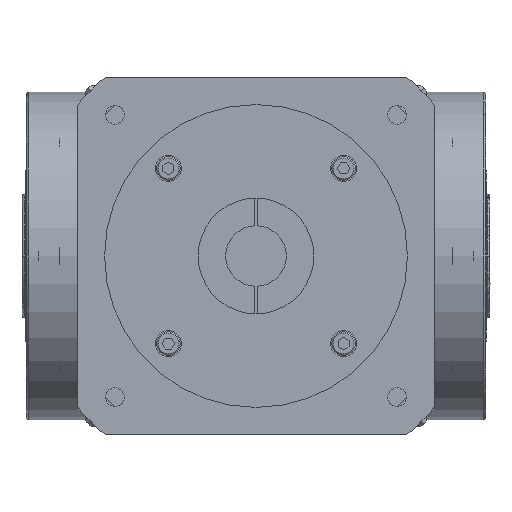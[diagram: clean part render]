
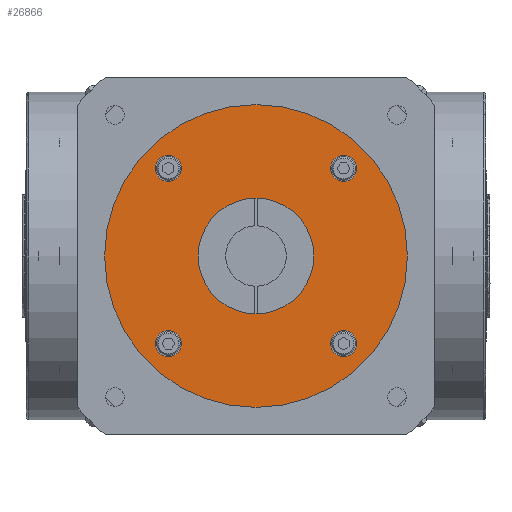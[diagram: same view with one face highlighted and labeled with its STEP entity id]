
A CAD part, front view. The second image highlights one B-rep face of the part: STEP entity #26866.
In plain terms, the highlighted planar face has unit normal (0, -1, 0).
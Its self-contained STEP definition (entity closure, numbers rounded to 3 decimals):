
#147 = DIRECTION ( 'NONE',  ( -1., 0., 0. ) ) ;
#184 = DIRECTION ( 'NONE',  ( 0., -1., 0. ) ) ;
#216 = CARTESIAN_POINT ( 'NONE',  ( -31.82, -12.5, -31.82 ) ) ;
#338 = ORIENTED_EDGE ( 'NONE', *, *, #9605, .F. ) ;
#382 = EDGE_CURVE ( 'NONE', #9476, #18440, #12920, .T. ) ;
#1129 = FACE_OUTER_BOUND ( 'NONE', #24905, .T. ) ;
#1484 = CARTESIAN_POINT ( 'NONE',  ( -31.82, -12.5, 31.82 ) ) ;
#1535 = CARTESIAN_POINT ( 'NONE',  ( 31.82, -12.5, 31.82 ) ) ;
#1884 = DIRECTION ( 'NONE',  ( 1., 0., 0. ) ) ;
#2000 = CIRCLE ( 'NONE', #20191, 4.75 ) ;
#2902 = ORIENTED_EDGE ( 'NONE', *, *, #21960, .F. ) ;
#3760 = CARTESIAN_POINT ( 'NONE',  ( 55., -12.5, 0. ) ) ;
#3892 = AXIS2_PLACEMENT_3D ( 'NONE', #10537, #27817, #13034 ) ;
#3974 = DIRECTION ( 'NONE',  ( -1., 0., 0. ) ) ;
#4026 = DIRECTION ( 'NONE',  ( -1., 0., 0. ) ) ;
#4519 = ORIENTED_EDGE ( 'NONE', *, *, #7785, .F. ) ;
#4736 = CARTESIAN_POINT ( 'NONE',  ( -36.57, -12.5, 31.82 ) ) ;
#5027 = EDGE_LOOP ( 'NONE', ( #13952, #4519 ) ) ;
#5102 = ORIENTED_EDGE ( 'NONE', *, *, #382, .T. ) ;
#5147 = CARTESIAN_POINT ( 'NONE',  ( 27.07, -12.5, 31.82 ) ) ;
#5158 = DIRECTION ( 'NONE',  ( 0., -1., 0. ) ) ;
#5376 = VERTEX_POINT ( 'NONE', #18233 ) ;
#5625 = CARTESIAN_POINT ( 'NONE',  ( -27.07, -12.5, 31.82 ) ) ;
#5693 = EDGE_CURVE ( 'NONE', #28744, #31935, #23580, .T. ) ;
#5884 = AXIS2_PLACEMENT_3D ( 'NONE', #19986, #5158, #22456 ) ;
#5889 = VERTEX_POINT ( 'NONE', #3760 ) ;
#6110 = AXIS2_PLACEMENT_3D ( 'NONE', #31469, #16688, #1884 ) ;
#6271 = CARTESIAN_POINT ( 'NONE',  ( -27.07, -12.5, -31.82 ) ) ;
#6305 = PLANE ( 'NONE',  #26201 ) ;
#6357 = EDGE_LOOP ( 'NONE', ( #27523, #29660 ) ) ;
#6453 = VERTEX_POINT ( 'NONE', #21876 ) ;
#6811 = CIRCLE ( 'NONE', #24352, 4.75 ) ;
#7329 = EDGE_CURVE ( 'NONE', #5376, #23953, #15501, .T. ) ;
#7733 = FACE_BOUND ( 'NONE', #17275, .T. ) ;
#7785 = EDGE_CURVE ( 'NONE', #23953, #5376, #12974, .T. ) ;
#8900 = CARTESIAN_POINT ( 'NONE',  ( 0., -12.5, -55. ) ) ;
#9061 = CIRCLE ( 'NONE', #31522, 55. ) ;
#9256 = EDGE_CURVE ( 'NONE', #18334, #24668, #14577, .T. ) ;
#9284 = FACE_BOUND ( 'NONE', #6357, .T. ) ;
#9476 = VERTEX_POINT ( 'NONE', #20684 ) ;
#9605 = EDGE_CURVE ( 'NONE', #21471, #6453, #2000, .T. ) ;
#9839 = AXIS2_PLACEMENT_3D ( 'NONE', #26588, #11800, #29069 ) ;
#10221 = ORIENTED_EDGE ( 'NONE', *, *, #16222, .F. ) ;
#10537 = CARTESIAN_POINT ( 'NONE',  ( 31.82, -12.5, -31.82 ) ) ;
#10685 = DIRECTION ( 'NONE',  ( 0., -1., 0. ) ) ;
#10944 = EDGE_LOOP ( 'NONE', ( #10221, #26576 ) ) ;
#11307 = CARTESIAN_POINT ( 'NONE',  ( 0., -12.5, 0. ) ) ;
#11350 = ORIENTED_EDGE ( 'NONE', *, *, #30837, .F. ) ;
#11372 = DIRECTION ( 'NONE',  ( 1., 0., 0. ) ) ;
#11800 = DIRECTION ( 'NONE',  ( 0., 1., 0. ) ) ;
#12269 = CIRCLE ( 'NONE', #3892, 4.75 ) ;
#12920 = CIRCLE ( 'NONE', #31517, 21. ) ;
#12974 = CIRCLE ( 'NONE', #20568, 4.75 ) ;
#13034 = DIRECTION ( 'NONE',  ( -1., 0., 0. ) ) ;
#13783 = DIRECTION ( 'NONE',  ( 1., 0., 0. ) ) ;
#13824 = EDGE_LOOP ( 'NONE', ( #23068, #5102 ) ) ;
#13952 = ORIENTED_EDGE ( 'NONE', *, *, #7329, .F. ) ;
#14292 = FACE_BOUND ( 'NONE', #10944, .T. ) ;
#14577 = CIRCLE ( 'NONE', #26390, 4.75 ) ;
#15185 = DIRECTION ( 'NONE',  ( -1., 0., 0. ) ) ;
#15311 = DIRECTION ( 'NONE',  ( 0., -1., 0. ) ) ;
#15356 = CARTESIAN_POINT ( 'NONE',  ( -31.82, -12.5, -31.82 ) ) ;
#15501 = CIRCLE ( 'NONE', #21796, 4.75 ) ;
#16222 = EDGE_CURVE ( 'NONE', #31935, #28744, #6811, .T. ) ;
#16476 = EDGE_CURVE ( 'NONE', #18440, #9476, #19900, .T. ) ;
#16688 = DIRECTION ( 'NONE',  ( 0., 1., 0. ) ) ;
#17185 = EDGE_CURVE ( 'NONE', #24668, #18334, #12269, .T. ) ;
#17275 = EDGE_LOOP ( 'NONE', ( #338, #11350 ) ) ;
#17781 = CARTESIAN_POINT ( 'NONE',  ( 21., -12.5, 0. ) ) ;
#18233 = CARTESIAN_POINT ( 'NONE',  ( -36.57, -12.5, -31.82 ) ) ;
#18334 = VERTEX_POINT ( 'NONE', #19944 ) ;
#18440 = VERTEX_POINT ( 'NONE', #17781 ) ;
#18800 = DIRECTION ( 'NONE',  ( 0., -1., 0. ) ) ;
#18853 = DIRECTION ( 'NONE',  ( 0., -1., 0. ) ) ;
#19900 = CIRCLE ( 'NONE', #9839, 21. ) ;
#19944 = CARTESIAN_POINT ( 'NONE',  ( 36.57, -12.5, -31.82 ) ) ;
#19986 = CARTESIAN_POINT ( 'NONE',  ( 31.82, -12.5, 31.82 ) ) ;
#20014 = VERTEX_POINT ( 'NONE', #27957 ) ;
#20191 = AXIS2_PLACEMENT_3D ( 'NONE', #1535, #18853, #4026 ) ;
#20400 = DIRECTION ( 'NONE',  ( -1., 0., 0. ) ) ;
#20509 = DIRECTION ( 'NONE',  ( 0., -1., 0. ) ) ;
#20568 = AXIS2_PLACEMENT_3D ( 'NONE', #15356, #15311, #15185 ) ;
#20615 = CARTESIAN_POINT ( 'NONE',  ( -31.82, -12.5, 31.82 ) ) ;
#20684 = CARTESIAN_POINT ( 'NONE',  ( -21., -12.5, 0. ) ) ;
#20872 = FACE_BOUND ( 'NONE', #5027, .T. ) ;
#21471 = VERTEX_POINT ( 'NONE', #5147 ) ;
#21796 = AXIS2_PLACEMENT_3D ( 'NONE', #216, #184, #147 ) ;
#21876 = CARTESIAN_POINT ( 'NONE',  ( 36.57, -12.5, 31.82 ) ) ;
#21960 = EDGE_CURVE ( 'NONE', #20014, #5889, #26934, .T. ) ;
#22410 = CARTESIAN_POINT ( 'NONE',  ( 27.07, -12.5, -31.82 ) ) ;
#22456 = DIRECTION ( 'NONE',  ( -1., 0., 0. ) ) ;
#23068 = ORIENTED_EDGE ( 'NONE', *, *, #16476, .T. ) ;
#23415 = ORIENTED_EDGE ( 'NONE', *, *, #30203, .F. ) ;
#23580 = CIRCLE ( 'NONE', #25105, 4.75 ) ;
#23953 = VERTEX_POINT ( 'NONE', #6271 ) ;
#24352 = AXIS2_PLACEMENT_3D ( 'NONE', #1484, #18800, #3974 ) ;
#24668 = VERTEX_POINT ( 'NONE', #22410 ) ;
#24905 = EDGE_LOOP ( 'NONE', ( #23415, #2902 ) ) ;
#25105 = AXIS2_PLACEMENT_3D ( 'NONE', #20615, #20509, #20400 ) ;
#25289 = DIRECTION ( 'NONE',  ( 1., 0., 0. ) ) ;
#25293 = DIRECTION ( 'NONE',  ( 0., 1., 0. ) ) ;
#25317 = CARTESIAN_POINT ( 'NONE',  ( 0., -12.5, 0. ) ) ;
#25529 = CARTESIAN_POINT ( 'NONE',  ( 31.82, -12.5, -31.82 ) ) ;
#26184 = DIRECTION ( 'NONE',  ( 0., 1., 0. ) ) ;
#26201 = AXIS2_PLACEMENT_3D ( 'NONE', #8900, #26184, #11372 ) ;
#26390 = AXIS2_PLACEMENT_3D ( 'NONE', #25529, #10685, #27953 ) ;
#26576 = ORIENTED_EDGE ( 'NONE', *, *, #5693, .F. ) ;
#26588 = CARTESIAN_POINT ( 'NONE',  ( 0., -12.5, 0. ) ) ;
#26866 = ADVANCED_FACE ( 'NONE', ( #9284, #20872, #14292, #7733, #1129, #28208 ), #6305, .F. ) ;
#26934 = CIRCLE ( 'NONE', #6110, 55. ) ;
#27523 = ORIENTED_EDGE ( 'NONE', *, *, #17185, .F. ) ;
#27535 = CIRCLE ( 'NONE', #5884, 4.75 ) ;
#27817 = DIRECTION ( 'NONE',  ( 0., -1., 0. ) ) ;
#27953 = DIRECTION ( 'NONE',  ( -1., 0., 0. ) ) ;
#27957 = CARTESIAN_POINT ( 'NONE',  ( -55., -12.5, 0. ) ) ;
#28208 = FACE_BOUND ( 'NONE', #13824, .T. ) ;
#28580 = DIRECTION ( 'NONE',  ( 0., 1., 0. ) ) ;
#28744 = VERTEX_POINT ( 'NONE', #5625 ) ;
#29069 = DIRECTION ( 'NONE',  ( 1., 0., 0. ) ) ;
#29660 = ORIENTED_EDGE ( 'NONE', *, *, #9256, .F. ) ;
#30203 = EDGE_CURVE ( 'NONE', #5889, #20014, #9061, .T. ) ;
#30837 = EDGE_CURVE ( 'NONE', #6453, #21471, #27535, .T. ) ;
#31469 = CARTESIAN_POINT ( 'NONE',  ( 0., -12.5, 0. ) ) ;
#31517 = AXIS2_PLACEMENT_3D ( 'NONE', #25317, #25293, #25289 ) ;
#31522 = AXIS2_PLACEMENT_3D ( 'NONE', #11307, #28580, #13783 ) ;
#31935 = VERTEX_POINT ( 'NONE', #4736 ) ;
